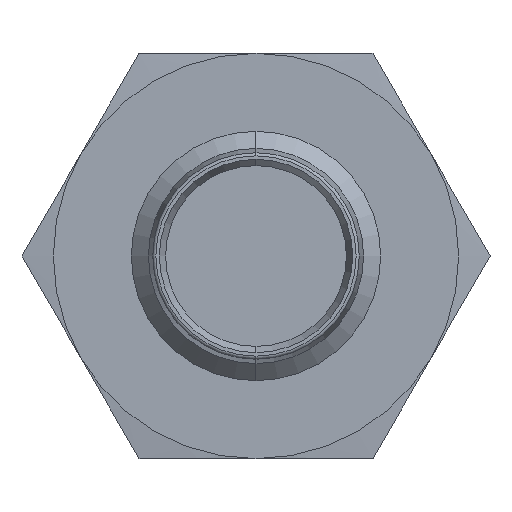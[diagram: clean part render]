
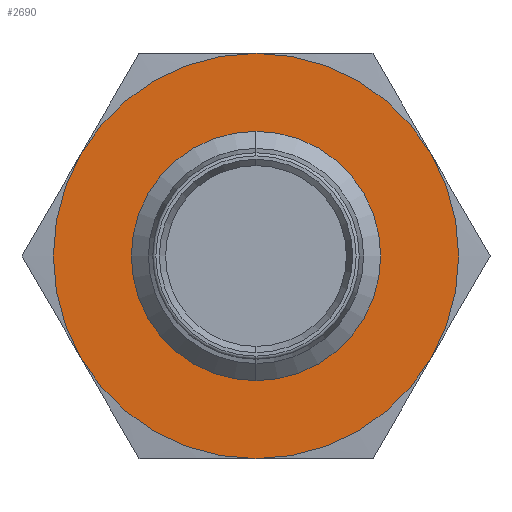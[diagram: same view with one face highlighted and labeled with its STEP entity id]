
A CAD part, left-side view. The second image highlights one B-rep face of the part: STEP entity #2690.
In plain terms, the highlighted planar face has unit normal (-1, 0, 0).
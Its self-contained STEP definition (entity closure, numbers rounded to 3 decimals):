
#2009=CARTESIAN_POINT('',(-4.,-5.629,-3.25));
#2010=VERTEX_POINT('',#2009);
#2069=CARTESIAN_POINT('',(-4.,-5.629,3.25));
#2070=VERTEX_POINT('',#2069);
#2161=CARTESIAN_POINT('',(-4.,5.629,3.25));
#2162=VERTEX_POINT('',#2161);
#2221=CARTESIAN_POINT('',(-4.,5.629,-3.25));
#2222=VERTEX_POINT('',#2221);
#2270=CARTESIAN_POINT('',(-4.,0.,-6.5));
#2271=VERTEX_POINT('',#2270);
#2330=CARTESIAN_POINT('',(-4.,0.,0.));
#2331=DIRECTION('',(1.,0.,0.));
#2332=DIRECTION('',(0.,0.,-1.));
#2333=AXIS2_PLACEMENT_3D('',#2330,#2331,#2332);
#2334=CIRCLE('',#2333,6.5);
#2335=EDGE_CURVE('',#2271,#2222,#2334,.T.);
#2363=CARTESIAN_POINT('',(-4.,0.,0.));
#2364=DIRECTION('',(1.,0.,0.));
#2365=DIRECTION('',(0.,0.,-1.));
#2366=AXIS2_PLACEMENT_3D('',#2363,#2364,#2365);
#2367=CIRCLE('',#2366,6.5);
#2368=EDGE_CURVE('',#2222,#2162,#2367,.T.);
#2396=CARTESIAN_POINT('',(-4.,0.,0.));
#2397=DIRECTION('',(1.,0.,0.));
#2398=DIRECTION('',(0.,0.,-1.));
#2399=AXIS2_PLACEMENT_3D('',#2396,#2397,#2398);
#2400=CIRCLE('',#2399,6.5);
#2401=EDGE_CURVE('',#2070,#2010,#2400,.T.);
#2427=CARTESIAN_POINT('',(-4.,0.,6.5));
#2428=VERTEX_POINT('',#2427);
#2436=CARTESIAN_POINT('',(-4.,0.,0.));
#2437=DIRECTION('',(1.,0.,0.));
#2438=DIRECTION('',(0.,0.,-1.));
#2439=AXIS2_PLACEMENT_3D('',#2436,#2437,#2438);
#2440=CIRCLE('',#2439,6.5);
#2441=EDGE_CURVE('',#2428,#2070,#2440,.T.);
#2470=CARTESIAN_POINT('',(-4.,0.,0.));
#2471=DIRECTION('',(1.,0.,0.));
#2472=DIRECTION('',(0.,0.,-1.));
#2473=AXIS2_PLACEMENT_3D('',#2470,#2471,#2472);
#2474=CIRCLE('',#2473,6.5);
#2475=EDGE_CURVE('',#2010,#2271,#2474,.T.);
#2651=CARTESIAN_POINT('',(-4.,0.,0.));
#2652=DIRECTION('',(1.,0.,0.));
#2653=DIRECTION('',(0.,0.,-1.));
#2654=AXIS2_PLACEMENT_3D('',#2651,#2652,#2653);
#2655=PLANE('',#2654);
#2656=ORIENTED_EDGE('',*,*,#2368,.F.);
#2657=ORIENTED_EDGE('',*,*,#2335,.F.);
#2658=ORIENTED_EDGE('',*,*,#2475,.F.);
#2659=ORIENTED_EDGE('',*,*,#2401,.F.);
#2660=ORIENTED_EDGE('',*,*,#2441,.F.);
#2661=CARTESIAN_POINT('',(-4.,0.,0.));
#2662=DIRECTION('',(1.,0.,0.));
#2663=DIRECTION('',(0.,0.,-1.));
#2664=AXIS2_PLACEMENT_3D('',#2661,#2662,#2663);
#2665=CIRCLE('',#2664,6.5);
#2666=EDGE_CURVE('',#2162,#2428,#2665,.T.);
#2667=ORIENTED_EDGE('',*,*,#2666,.F.);
#2668=EDGE_LOOP('',(#2656,#2657,#2658,#2659,#2660,#2667));
#2669=FACE_BOUND('',#2668,.T.);
#2670=CARTESIAN_POINT('',(-4.,-0.,-4.));
#2671=VERTEX_POINT('',#2670);
#2672=CARTESIAN_POINT('',(-4.,0.,4.));
#2673=VERTEX_POINT('',#2672);
#2674=CARTESIAN_POINT('',(-4.,0.,0.));
#2675=DIRECTION('',(1.,0.,0.));
#2676=DIRECTION('',(0.,0.,-1.));
#2677=AXIS2_PLACEMENT_3D('',#2674,#2675,#2676);
#2678=CIRCLE('',#2677,4.);
#2679=EDGE_CURVE('',#2671,#2673,#2678,.T.);
#2680=ORIENTED_EDGE('',*,*,#2679,.T.);
#2681=CARTESIAN_POINT('',(-4.,0.,0.));
#2682=DIRECTION('',(1.,0.,0.));
#2683=DIRECTION('',(0.,0.,-1.));
#2684=AXIS2_PLACEMENT_3D('',#2681,#2682,#2683);
#2685=CIRCLE('',#2684,4.);
#2686=EDGE_CURVE('',#2673,#2671,#2685,.T.);
#2687=ORIENTED_EDGE('',*,*,#2686,.T.);
#2688=EDGE_LOOP('',(#2680,#2687));
#2689=FACE_BOUND('',#2688,.T.);
#2690=ADVANCED_FACE('',(#2669,#2689),#2655,.F.);
